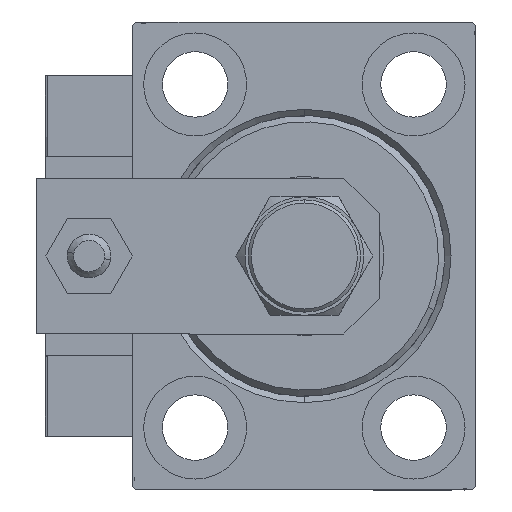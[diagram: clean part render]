
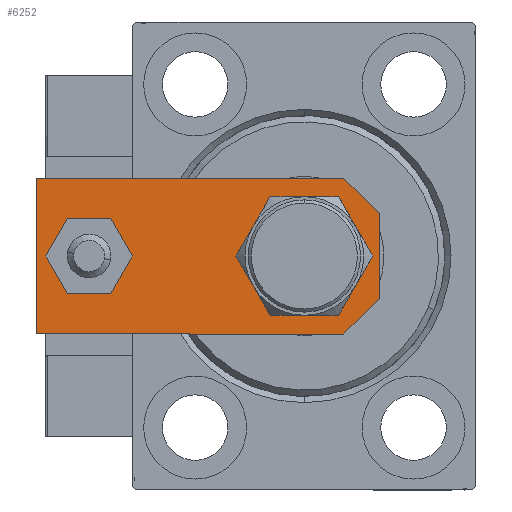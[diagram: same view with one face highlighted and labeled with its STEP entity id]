
A CAD part, left-side view. The second image highlights one B-rep face of the part: STEP entity #6252.
In plain terms, the highlighted face is planar.
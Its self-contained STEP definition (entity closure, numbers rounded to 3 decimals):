
#177 = EDGE_CURVE ( 'NONE', #20310, #29116, #10074, .T. ) ;
#508 = CARTESIAN_POINT ( 'NONE',  ( 0., 12., 6. ) ) ;
#776 = DIRECTION ( 'NONE',  ( 0., 0., 1. ) ) ;
#1013 = EDGE_CURVE ( 'NONE', #39052, #29689, #23214, .T. ) ;
#1043 = VERTEX_POINT ( 'NONE', #32890 ) ;
#1637 = EDGE_CURVE ( 'NONE', #29116, #34120, #46383, .T. ) ;
#1866 = EDGE_CURVE ( 'NONE', #34120, #31586, #8393, .T. ) ;
#3494 = FACE_BOUND ( 'NONE', #8837, .T. ) ;
#3834 = EDGE_CURVE ( 'NONE', #29689, #20310, #29243, .T. ) ;
#5400 = ORIENTED_EDGE ( 'NONE', *, *, #1013, .T. ) ;
#5814 = ORIENTED_EDGE ( 'NONE', *, *, #33575, .F. ) ;
#5840 = EDGE_CURVE ( 'NONE', #1043, #48301, #35504, .T. ) ;
#6252 = ADVANCED_FACE ( 'NONE', ( #15301, #46453, #3494 ), #15054, .T. ) ;
#6370 = ORIENTED_EDGE ( 'NONE', *, *, #22724, .T. ) ;
#6982 = DIRECTION ( 'NONE',  ( -1., 0., 0. ) ) ;
#7235 = CARTESIAN_POINT ( 'NONE',  ( 0., 46.5, 6. ) ) ;
#7337 = CARTESIAN_POINT ( 'NONE',  ( -12.5, 55., 6. ) ) ;
#7685 = CARTESIAN_POINT ( 'NONE',  ( 0., 0., 6. ) ) ;
#8393 = LINE ( 'NONE', #16000, #8537 ) ;
#8537 = VECTOR ( 'NONE', #47919, 1000. ) ;
#8837 = EDGE_LOOP ( 'NONE', ( #15101, #37583 ) ) ;
#9704 = EDGE_LOOP ( 'NONE', ( #5814, #43403 ) ) ;
#10074 = LINE ( 'NONE', #29981, #26883 ) ;
#10226 = VECTOR ( 'NONE', #10539, 1000. ) ;
#10539 = DIRECTION ( 'NONE',  ( 1., 0., 0. ) ) ;
#10541 = CARTESIAN_POINT ( 'NONE',  ( 8.25, 12., 6. ) ) ;
#10608 = DIRECTION ( 'NONE',  ( 1., 0., 0. ) ) ;
#11430 = ORIENTED_EDGE ( 'NONE', *, *, #3834, .T. ) ;
#11484 = CARTESIAN_POINT ( 'NONE',  ( -12.5, 5.66, 6. ) ) ;
#11692 = CARTESIAN_POINT ( 'NONE',  ( 12.5, 55., 6. ) ) ;
#11994 = VERTEX_POINT ( 'NONE', #14760 ) ;
#13588 = DIRECTION ( 'NONE',  ( 0., 0., 1. ) ) ;
#14102 = CARTESIAN_POINT ( 'NONE',  ( 0., 46.5, 6. ) ) ;
#14760 = CARTESIAN_POINT ( 'NONE',  ( -8.25, 12., 6. ) ) ;
#15018 = CIRCLE ( 'NONE', #44253, 8.25 ) ;
#15054 = PLANE ( 'NONE',  #30475 ) ;
#15101 = ORIENTED_EDGE ( 'NONE', *, *, #22177, .F. ) ;
#15208 = VECTOR ( 'NONE', #6982, 1000. ) ;
#15301 = FACE_BOUND ( 'NONE', #9704, .T. ) ;
#16000 = CARTESIAN_POINT ( 'NONE',  ( 3.42, -3.42, 6. ) ) ;
#16273 = DIRECTION ( 'NONE',  ( 1., 0., 0. ) ) ;
#16531 = CARTESIAN_POINT ( 'NONE',  ( 0., 12., 6. ) ) ;
#16552 = EDGE_CURVE ( 'NONE', #28584, #11994, #46729, .T. ) ;
#18779 = AXIS2_PLACEMENT_3D ( 'NONE', #7235, #23217, #23731 ) ;
#20310 = VERTEX_POINT ( 'NONE', #11484 ) ;
#21076 = CARTESIAN_POINT ( 'NONE',  ( 12.5, 55., 6. ) ) ;
#21874 = DIRECTION ( 'NONE',  ( 0.707, -0.707, 0. ) ) ;
#22177 = EDGE_CURVE ( 'NONE', #11994, #28584, #15018, .T. ) ;
#22724 = EDGE_CURVE ( 'NONE', #31586, #39052, #34959, .T. ) ;
#23214 = LINE ( 'NONE', #11692, #15208 ) ;
#23217 = DIRECTION ( 'NONE',  ( 0., 0., 1. ) ) ;
#23666 = DIRECTION ( 'NONE',  ( 0., 0., 1. ) ) ;
#23731 = DIRECTION ( 'NONE',  ( 1., 0., 0. ) ) ;
#24163 = AXIS2_PLACEMENT_3D ( 'NONE', #16531, #776, #16273 ) ;
#26883 = VECTOR ( 'NONE', #21874, 1000. ) ;
#27113 = CARTESIAN_POINT ( 'NONE',  ( 12.5, 5.66, 6. ) ) ;
#28584 = VERTEX_POINT ( 'NONE', #10541 ) ;
#29116 = VERTEX_POINT ( 'NONE', #36789 ) ;
#29243 = LINE ( 'NONE', #30286, #30549 ) ;
#29689 = VERTEX_POINT ( 'NONE', #7337 ) ;
#29981 = CARTESIAN_POINT ( 'NONE',  ( -3.42, -3.42, 6. ) ) ;
#30016 = DIRECTION ( 'NONE',  ( 0., -1., 0. ) ) ;
#30286 = CARTESIAN_POINT ( 'NONE',  ( -12.5, 55., 6. ) ) ;
#30405 = CARTESIAN_POINT ( 'NONE',  ( 6.84, 0., 6. ) ) ;
#30475 = AXIS2_PLACEMENT_3D ( 'NONE', #7685, #23666, #10608 ) ;
#30549 = VECTOR ( 'NONE', #30016, 1000. ) ;
#30943 = VECTOR ( 'NONE', #46979, 1000. ) ;
#31038 = CARTESIAN_POINT ( 'NONE',  ( 12.5, 0., 6. ) ) ;
#31586 = VERTEX_POINT ( 'NONE', #27113 ) ;
#32890 = CARTESIAN_POINT ( 'NONE',  ( 4., 46.5, 6. ) ) ;
#33575 = EDGE_CURVE ( 'NONE', #48301, #1043, #41546, .T. ) ;
#34120 = VERTEX_POINT ( 'NONE', #30405 ) ;
#34959 = LINE ( 'NONE', #31038, #30943 ) ;
#35504 = CIRCLE ( 'NONE', #18779, 4. ) ;
#36566 = AXIS2_PLACEMENT_3D ( 'NONE', #14102, #13588, #37154 ) ;
#36782 = ORIENTED_EDGE ( 'NONE', *, *, #177, .T. ) ;
#36789 = CARTESIAN_POINT ( 'NONE',  ( -6.84, 0., 6. ) ) ;
#37154 = DIRECTION ( 'NONE',  ( 1., 0., 0. ) ) ;
#37583 = ORIENTED_EDGE ( 'NONE', *, *, #16552, .F. ) ;
#38555 = ORIENTED_EDGE ( 'NONE', *, *, #1866, .T. ) ;
#38556 = CARTESIAN_POINT ( 'NONE',  ( -12.5, 0., 6. ) ) ;
#39052 = VERTEX_POINT ( 'NONE', #21076 ) ;
#39079 = ORIENTED_EDGE ( 'NONE', *, *, #1637, .T. ) ;
#41451 = EDGE_LOOP ( 'NONE', ( #11430, #36782, #39079, #38555, #6370, #5400 ) ) ;
#41546 = CIRCLE ( 'NONE', #36566, 4. ) ;
#43392 = CARTESIAN_POINT ( 'NONE',  ( -4., 46.5, 6. ) ) ;
#43403 = ORIENTED_EDGE ( 'NONE', *, *, #5840, .F. ) ;
#44253 = AXIS2_PLACEMENT_3D ( 'NONE', #508, #44259, #45298 ) ;
#44259 = DIRECTION ( 'NONE',  ( 0., 0., 1. ) ) ;
#45298 = DIRECTION ( 'NONE',  ( 1., 0., 0. ) ) ;
#46383 = LINE ( 'NONE', #38556, #10226 ) ;
#46453 = FACE_OUTER_BOUND ( 'NONE', #41451, .T. ) ;
#46729 = CIRCLE ( 'NONE', #24163, 8.25 ) ;
#46979 = DIRECTION ( 'NONE',  ( 0., 1., 0. ) ) ;
#47919 = DIRECTION ( 'NONE',  ( 0.707, 0.707, 0. ) ) ;
#48301 = VERTEX_POINT ( 'NONE', #43392 ) ;
